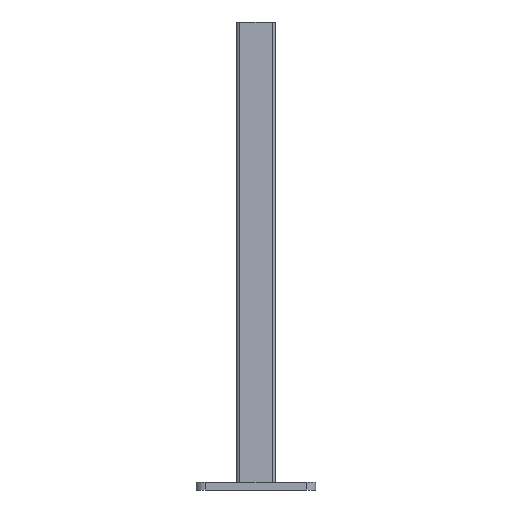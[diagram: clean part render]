
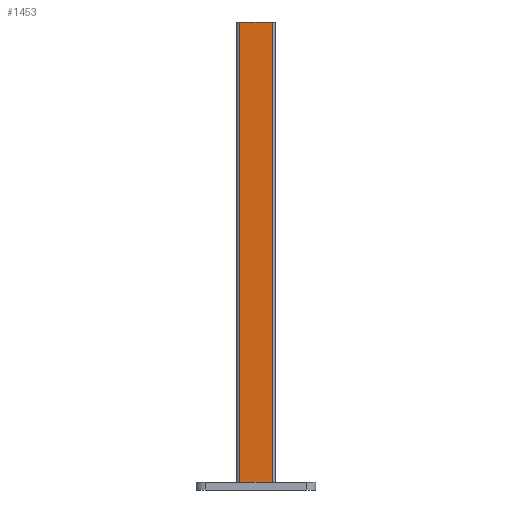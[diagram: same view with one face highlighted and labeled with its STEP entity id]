
A CAD part, front view. The second image highlights one B-rep face of the part: STEP entity #1453.
In plain terms, the highlighted planar face has unit normal (0, -1, 0).
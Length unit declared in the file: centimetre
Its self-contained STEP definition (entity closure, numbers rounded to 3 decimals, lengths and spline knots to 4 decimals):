
#44=PLANE('',#1584);
#107=LINE('',#2239,#239);
#142=LINE('',#2324,#274);
#149=LINE('',#2346,#281);
#152=LINE('',#2357,#284);
#239=VECTOR('',#1814,48.);
#274=VECTOR('',#1897,3.4);
#281=VECTOR('',#1922,48.);
#284=VECTOR('',#1935,3.4);
#414=FACE_OUTER_BOUND('',#498,.T.);
#498=EDGE_LOOP('',(#1164,#1165,#1166,#1167));
#686=VERTEX_POINT('',#2236);
#687=VERTEX_POINT('',#2238);
#713=VERTEX_POINT('',#2323);
#719=VERTEX_POINT('',#2345);
#844=EDGE_CURVE('',#687,#686,#107,.T.);
#886=EDGE_CURVE('',#687,#713,#142,.T.);
#897=EDGE_CURVE('',#719,#713,#149,.T.);
#903=EDGE_CURVE('',#719,#686,#152,.T.);
#1164=ORIENTED_EDGE('',*,*,#844,.T.);
#1165=ORIENTED_EDGE('',*,*,#903,.F.);
#1166=ORIENTED_EDGE('',*,*,#897,.T.);
#1167=ORIENTED_EDGE('',*,*,#886,.F.);
#1453=ADVANCED_FACE('',(#414),#44,.T.);
#1584=AXIS2_PLACEMENT_3D('',#2356,#1933,#1934);
#1814=DIRECTION('',(0.,0.,-1.));
#1897=DIRECTION('',(1.,0.,0.));
#1922=DIRECTION('',(0.,0.,1.));
#1933=DIRECTION('center_axis',(0.,-1.,0.));
#1934=DIRECTION('ref_axis',(0.,0.,1.));
#1935=DIRECTION('',(-1.,0.,0.));
#2236=CARTESIAN_POINT('',(-1.7,-1.9,0.8));
#2238=CARTESIAN_POINT('',(-1.7,-1.9,48.8));
#2239=CARTESIAN_POINT('',(-1.7,-1.9,36.8));
#2323=CARTESIAN_POINT('',(1.7,-1.9,48.8));
#2324=CARTESIAN_POINT('',(2.2906,-1.9,48.8));
#2345=CARTESIAN_POINT('',(1.7,-1.9,0.8));
#2346=CARTESIAN_POINT('',(1.7,-1.9,24.8));
#2356=CARTESIAN_POINT('Origin',(-0.0023,-1.9,24.8));
#2357=CARTESIAN_POINT('',(-0.0012,-1.9,0.8));
